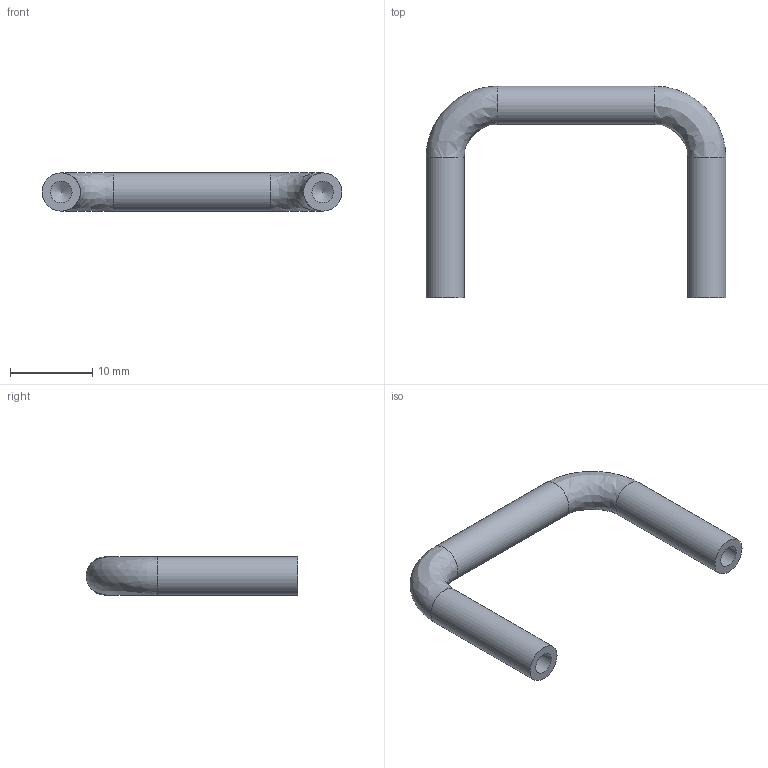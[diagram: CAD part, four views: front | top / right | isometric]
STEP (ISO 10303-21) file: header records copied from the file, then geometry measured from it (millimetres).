
FILE_DESCRIPTION (( 'STEP AP214' ), '1' );
FILE_NAME ('1427B2BK.STEP', '2021-09-09T19:25:24', ( '' ), ( '' ), 'SwSTEP 2.0', 'SolidWorks 2021', '' );
FILE_SCHEMA (( 'AUTOMOTIVE_DESIGN' ));
Length unit declared in the file: inch
Products named in the file (1): 1427B2BK
Bounding box: 36.45 x 25.73 x 4.65 mm (x, y, z)
Volume: 1063.1 mm3; surface area: 1368.3 mm2
Topology: 1 solids, 1 shells, 11 faces, 26 edges, 17 vertices
Faces by surface type: cylinder 5, bspline 2, plane 2, cone 2
Full cylindrical faces by diameter (mm): 2.642 x2, 4.65 x3
Entity records: 300 total; most frequent: CARTESIAN_POINT 86, DIRECTION 40, ORIENTED_EDGE 20, EDGE_LOOP 20, AXIS2_PLACEMENT_3D 20, FACE_OUTER_BOUND 18, ADVANCED_FACE 11, VERTEX_POINT 10
